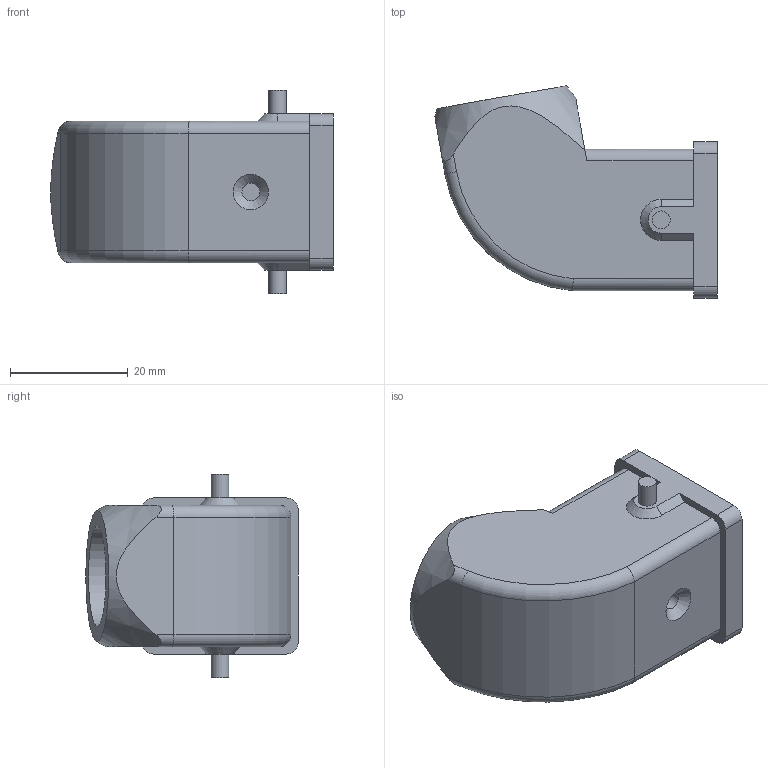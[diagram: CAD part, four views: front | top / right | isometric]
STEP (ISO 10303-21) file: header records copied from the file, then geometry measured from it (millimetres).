
FILE_DESCRIPTION (( 'STEP AP214' ), '1' );
FILE_NAME ('ZP-MC03A-2-SSE11M.STEP', '2011-10-27T12:45:02', ( '.adc' ), ( '' ), 'SwSTEP 2.0', 'SolidWorks 2011', '' );
FILE_SCHEMA (( 'AUTOMOTIVE_DESIGN' ));
Length unit declared in the file: millimetre
Products named in the file (1): ZP-MC03A-2-SSE11M
Bounding box: 47.95 x 36.02 x 34.5 mm (x, y, z)
Volume: 8590.4 mm3; surface area: 9733 mm2
Topology: 1 solids, 1 shells, 72 faces, 188 edges, 123 vertices
Faces by surface type: plane 37, cylinder 27, torus 4, cone 4
Full cylindrical faces by diameter (mm): 3 x3, 13 x1, 17 x1
Entity records: 2354 total; most frequent: CARTESIAN_POINT 585, DIRECTION 360, ORIENTED_EDGE 352, EDGE_CURVE 176, AXIS2_PLACEMENT_3D 127, VERTEX_POINT 118, VECTOR 106, LINE 106
